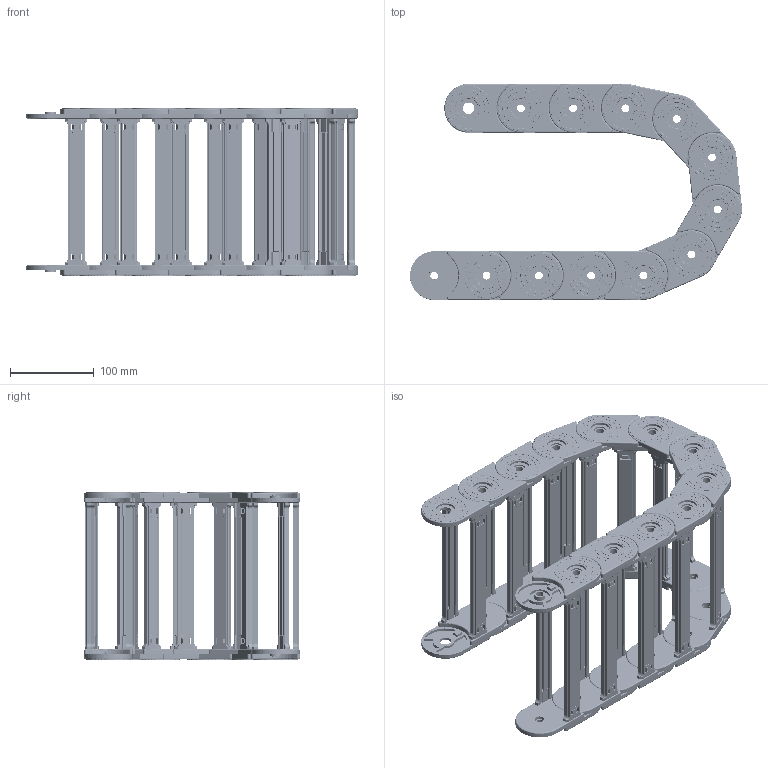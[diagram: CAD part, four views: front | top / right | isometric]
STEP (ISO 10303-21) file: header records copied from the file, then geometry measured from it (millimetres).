
FILE_DESCRIPTION (( 'STEP AP214' ), '1' );
FILE_NAME ('CK42-A175-R1000.STEP', '2019-09-10T07:27:01', ( '' ), ( '' ), 'SwSTEP 2.0', 'SolidWorks 2017', '' );
FILE_SCHEMA (( 'AUTOMOTIVE_DESIGN' ));
Length unit declared in the file: millimetre
Products named in the file (2): CK42-A175-R1000; CK42-A175
Assembly tree (12 placements, depth 2):
  CK42-A175-R1000
    CK42-A175  x12
Bounding box: 396.78 x 258 x 200.3 mm (x, y, z)
Volume: 1163238.3 mm3; surface area: 826291.3 mm2
Topology: 48 solids, 48 shells, 9144 faces, 23256 edges, 14352 vertices
Faces by surface type: cylinder 4032, plane 3216, bspline 1128, torus 480, sphere 288
Entity records: 37732 total; most frequent: CARTESIAN_POINT 20860, ORIENTED_EDGE 3820, DIRECTION 2926, EDGE_CURVE 1910, VERTEX_POINT 1196, AXIS2_PLACEMENT_3D 987, VECTOR 952, LINE 952
